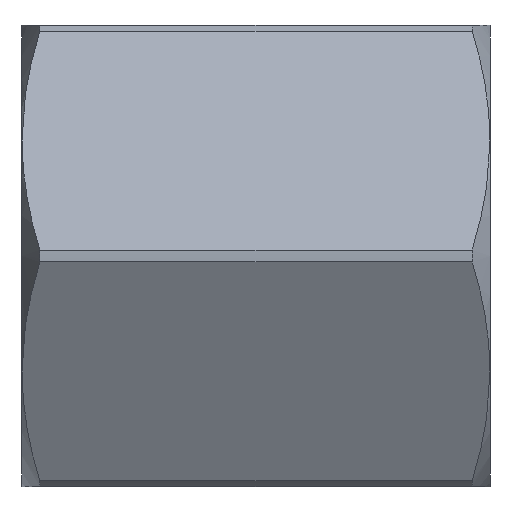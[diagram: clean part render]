
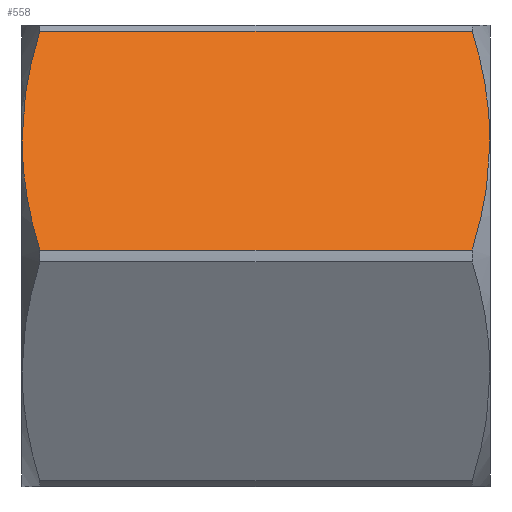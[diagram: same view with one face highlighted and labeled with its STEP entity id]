
A CAD part, front view. The second image highlights one B-rep face of the part: STEP entity #558.
In plain terms, the highlighted planar face has unit normal (0, -0.866, 0.5).
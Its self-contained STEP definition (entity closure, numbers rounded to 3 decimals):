
#17=LINE('',#5136,#29);
#18=LINE('',#5145,#30);
#29=VECTOR('',#700,10.);
#30=VECTOR('',#701,10.);
#43=(
BOUNDED_CURVE()
B_SPLINE_CURVE(2,(#5128,#5129,#5130),.UNSPECIFIED.,.F.,.F.)
B_SPLINE_CURVE_WITH_KNOTS((3,3),(1.041,2.083),
 .UNSPECIFIED.)
CURVE()
GEOMETRIC_REPRESENTATION_ITEM()
RATIONAL_B_SPLINE_CURVE((1.,1.034,1.))
REPRESENTATION_ITEM('')
);
#44=(
BOUNDED_CURVE()
B_SPLINE_CURVE(2,(#5132,#5133,#5134),.UNSPECIFIED.,.F.,.F.)
B_SPLINE_CURVE_WITH_KNOTS((3,3),(0.,1.041),.UNSPECIFIED.)
CURVE()
GEOMETRIC_REPRESENTATION_ITEM()
RATIONAL_B_SPLINE_CURVE((1.,1.034,1.))
REPRESENTATION_ITEM('')
);
#45=(
BOUNDED_CURVE()
B_SPLINE_CURVE(2,(#5138,#5139,#5140),.UNSPECIFIED.,.F.,.F.)
B_SPLINE_CURVE_WITH_KNOTS((3,3),(1.041,2.083),
 .UNSPECIFIED.)
CURVE()
GEOMETRIC_REPRESENTATION_ITEM()
RATIONAL_B_SPLINE_CURVE((1.,1.034,1.))
REPRESENTATION_ITEM('')
);
#46=(
BOUNDED_CURVE()
B_SPLINE_CURVE(2,(#5142,#5143,#5144),.UNSPECIFIED.,.F.,.F.)
B_SPLINE_CURVE_WITH_KNOTS((3,3),(0.,1.041),.UNSPECIFIED.)
CURVE()
GEOMETRIC_REPRESENTATION_ITEM()
RATIONAL_B_SPLINE_CURVE((1.,1.034,1.))
REPRESENTATION_ITEM('')
);
#66=PLANE('',#609);
#119=FACE_OUTER_BOUND('',#159,.T.);
#159=EDGE_LOOP('',(#416,#417,#418,#419,#420,#421));
#244=VERTEX_POINT('',#5126);
#245=VERTEX_POINT('',#5127);
#246=VERTEX_POINT('',#5131);
#247=VERTEX_POINT('',#5135);
#248=VERTEX_POINT('',#5137);
#249=VERTEX_POINT('',#5141);
#306=EDGE_CURVE('',#244,#245,#43,.T.);
#307=EDGE_CURVE('',#246,#244,#44,.T.);
#308=EDGE_CURVE('',#247,#246,#17,.T.);
#309=EDGE_CURVE('',#248,#247,#45,.T.);
#310=EDGE_CURVE('',#249,#248,#46,.T.);
#311=EDGE_CURVE('',#245,#249,#18,.T.);
#416=ORIENTED_EDGE('',*,*,#306,.F.);
#417=ORIENTED_EDGE('',*,*,#307,.F.);
#418=ORIENTED_EDGE('',*,*,#308,.F.);
#419=ORIENTED_EDGE('',*,*,#309,.F.);
#420=ORIENTED_EDGE('',*,*,#310,.F.);
#421=ORIENTED_EDGE('',*,*,#311,.F.);
#558=ADVANCED_FACE('',(#119),#66,.F.);
#609=AXIS2_PLACEMENT_3D('',#5125,#698,#699);
#698=DIRECTION('center_axis',(0.,0.866,-0.5));
#699=DIRECTION('ref_axis',(0.,-0.5,-0.866));
#700=DIRECTION('',(-1.,0.,0.));
#701=DIRECTION('',(1.,0.,0.));
#5125=CARTESIAN_POINT('Origin',(0.,-11.136,18.312));
#5126=CARTESIAN_POINT('',(-38.11,-16.281,9.4));
#5127=CARTESIAN_POINT('',(-36.66,-11.136,18.312));
#5128=CARTESIAN_POINT('Ctrl Pts',(-38.11,-16.281,9.4));
#5129=CARTESIAN_POINT('Ctrl Pts',(-38.11,-13.877,13.564));
#5130=CARTESIAN_POINT('Ctrl Pts',(-36.66,-11.136,18.312));
#5131=CARTESIAN_POINT('',(-36.66,-21.426,0.488));
#5132=CARTESIAN_POINT('Ctrl Pts',(-36.66,-21.426,0.488));
#5133=CARTESIAN_POINT('Ctrl Pts',(-38.11,-18.686,5.236));
#5134=CARTESIAN_POINT('Ctrl Pts',(-38.11,-16.281,9.4));
#5135=CARTESIAN_POINT('',(-1.45,-21.426,0.488));
#5136=CARTESIAN_POINT('',(-19.055,-21.426,0.488));
#5137=CARTESIAN_POINT('',(0.,-16.281,9.4));
#5138=CARTESIAN_POINT('Ctrl Pts',(0.,-16.281,
9.4));
#5139=CARTESIAN_POINT('Ctrl Pts',(0.,-18.686,
5.236));
#5140=CARTESIAN_POINT('Ctrl Pts',(-1.45,-21.426,0.488));
#5141=CARTESIAN_POINT('',(-1.45,-11.136,18.312));
#5142=CARTESIAN_POINT('Ctrl Pts',(-1.45,-11.136,18.312));
#5143=CARTESIAN_POINT('Ctrl Pts',(0.,-13.877,
13.564));
#5144=CARTESIAN_POINT('Ctrl Pts',(0.,-16.281,
9.4));
#5145=CARTESIAN_POINT('',(-19.055,-11.136,18.312));
